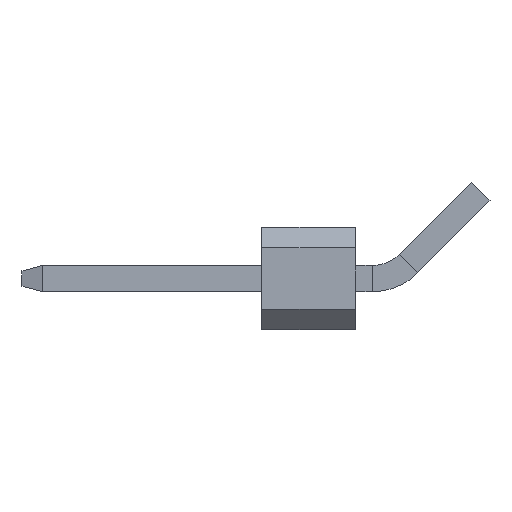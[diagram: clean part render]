
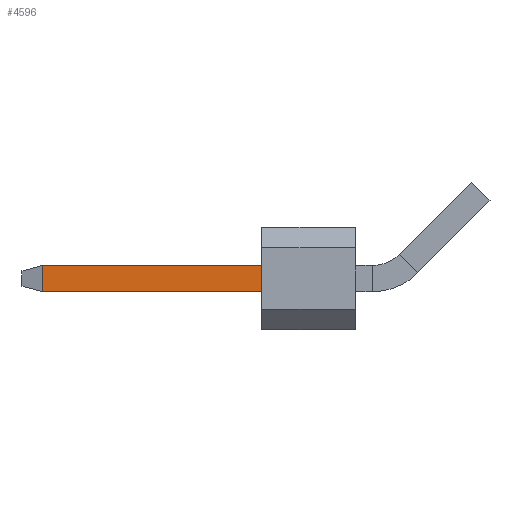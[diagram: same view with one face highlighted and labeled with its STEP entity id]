
A CAD part, left-side view. The second image highlights one B-rep face of the part: STEP entity #4596.
In plain terms, the highlighted planar face has unit normal (-1, 0, 0).
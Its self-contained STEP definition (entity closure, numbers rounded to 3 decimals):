
#34 = CARTESIAN_POINT ( 'NONE',  ( -0.32, 7.63, -0.32 ) ) ;
#234 = EDGE_CURVE ( 'NONE', #483, #2562, #4749, .T. ) ;
#238 = VECTOR ( 'NONE', #749, 1000. ) ;
#336 = DIRECTION ( 'NONE',  ( 0., 0., -1. ) ) ;
#483 = VERTEX_POINT ( 'NONE', #1672 ) ;
#504 = CARTESIAN_POINT ( 'NONE',  ( -0.32, 2.29, 0.32 ) ) ;
#697 = DIRECTION ( 'NONE',  ( 0., 0., 1. ) ) ;
#749 = DIRECTION ( 'NONE',  ( 0., -1., 0. ) ) ;
#835 = LINE ( 'NONE', #1826, #238 ) ;
#947 = AXIS2_PLACEMENT_3D ( 'NONE', #4144, #5999, #336 ) ;
#1174 = VERTEX_POINT ( 'NONE', #504 ) ;
#1672 = CARTESIAN_POINT ( 'NONE',  ( -0.32, 7.63, 0.32 ) ) ;
#1826 = CARTESIAN_POINT ( 'NONE',  ( -0.32, 8.13, -0.32 ) ) ;
#2259 = EDGE_CURVE ( 'NONE', #2462, #1174, #4039, .T. ) ;
#2435 = DIRECTION ( 'NONE',  ( 0., 0., -1. ) ) ;
#2462 = VERTEX_POINT ( 'NONE', #4913 ) ;
#2501 = ORIENTED_EDGE ( 'NONE', *, *, #2259, .T. ) ;
#2534 = EDGE_LOOP ( 'NONE', ( #4922, #5295, #3693, #2501 ) ) ;
#2562 = VERTEX_POINT ( 'NONE', #2690 ) ;
#2619 = EDGE_CURVE ( 'NONE', #2562, #2462, #835, .T. ) ;
#2690 = CARTESIAN_POINT ( 'NONE',  ( -0.32, 7.63, -0.32 ) ) ;
#3091 = FACE_OUTER_BOUND ( 'NONE', #2534, .T. ) ;
#3399 = LINE ( 'NONE', #3865, #5829 ) ;
#3426 = DIRECTION ( 'NONE',  ( 0., -1., 0. ) ) ;
#3693 = ORIENTED_EDGE ( 'NONE', *, *, #2619, .T. ) ;
#3865 = CARTESIAN_POINT ( 'NONE',  ( -0.32, 8.13, 0.32 ) ) ;
#4039 = LINE ( 'NONE', #5898, #5114 ) ;
#4111 = PLANE ( 'NONE',  #947 ) ;
#4144 = CARTESIAN_POINT ( 'NONE',  ( -0.32, 8.13, -0.32 ) ) ;
#4203 = EDGE_CURVE ( 'NONE', #483, #1174, #3399, .T. ) ;
#4596 = ADVANCED_FACE ( 'NONE', ( #3091 ), #4111, .F. ) ;
#4749 = LINE ( 'NONE', #34, #5106 ) ;
#4913 = CARTESIAN_POINT ( 'NONE',  ( -0.32, 2.29, -0.32 ) ) ;
#4922 = ORIENTED_EDGE ( 'NONE', *, *, #4203, .F. ) ;
#5106 = VECTOR ( 'NONE', #2435, 1000. ) ;
#5114 = VECTOR ( 'NONE', #697, 1000. ) ;
#5295 = ORIENTED_EDGE ( 'NONE', *, *, #234, .T. ) ;
#5829 = VECTOR ( 'NONE', #3426, 1000. ) ;
#5898 = CARTESIAN_POINT ( 'NONE',  ( -0.32, 2.29, 0. ) ) ;
#5999 = DIRECTION ( 'NONE',  ( 1., 0., 0. ) ) ;
